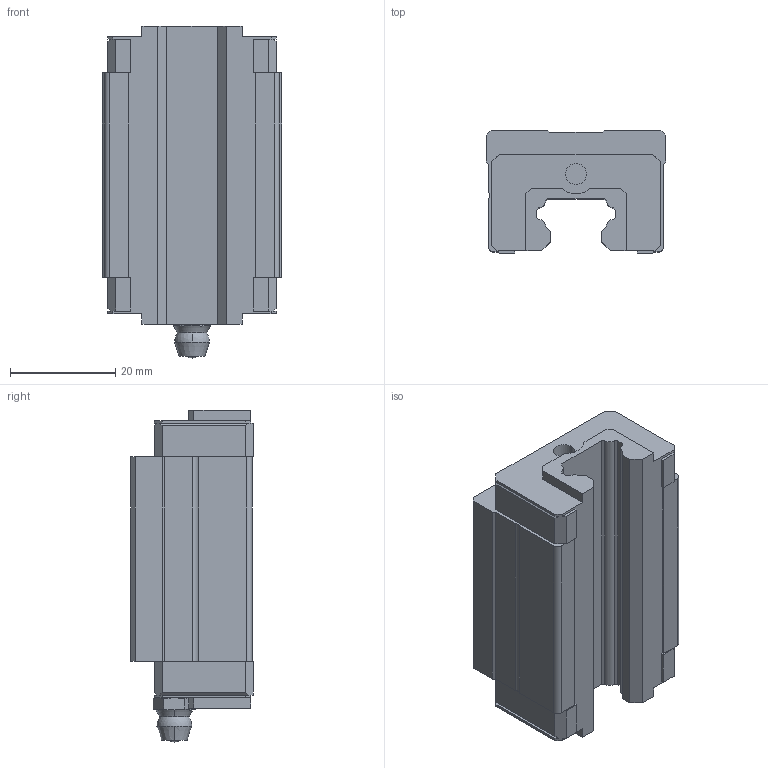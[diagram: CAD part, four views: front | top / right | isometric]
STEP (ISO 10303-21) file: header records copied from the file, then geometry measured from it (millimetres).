
FILE_DESCRIPTION (( 'STEP AP203' ), '1' );
FILE_NAME ('6709K12_NO THREADS_Ball Bearing Carriage.STEP', '2021-07-09T12:18:55', ( 'Administrator' ), ( 'Managed by Terraform' ), 'SwSTEP 2.0', 'SolidWorks 2017', '' );
FILE_SCHEMA (( 'CONFIG_CONTROL_DESIGN' ));
Length unit declared in the file: inch
Products named in the file (1): 6709K12_NO THREADS_Ball Bearing Carriage
Bounding box: 34 x 23.3 x 63.01 mm (x, y, z)
Volume: 31788.6 mm3; surface area: 9346.5 mm2
Topology: 2 solids, 2 shells, 157 faces, 430 edges, 285 vertices
Faces by surface type: plane 116, cylinder 23, cone 12, sphere 4, torus 2
Entity records: 5055 total; most frequent: CARTESIAN_POINT 969, ORIENTED_EDGE 860, DIRECTION 792, EDGE_CURVE 430, VECTOR 328, LINE 328, VERTEX_POINT 285, AXIS2_PLACEMENT_3D 232
